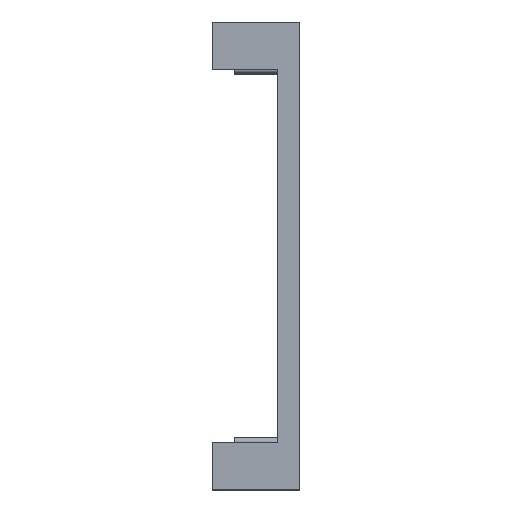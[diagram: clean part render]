
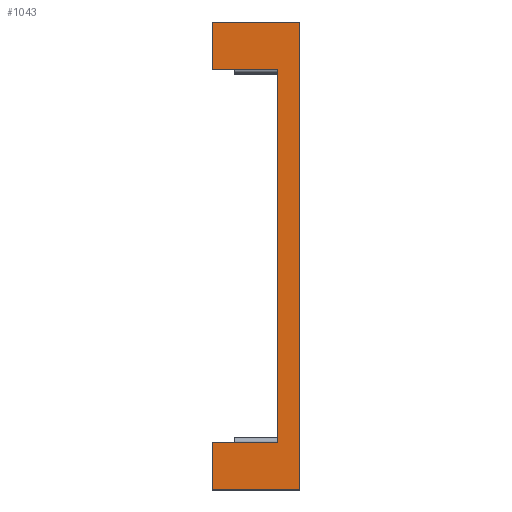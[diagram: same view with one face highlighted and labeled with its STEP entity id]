
A CAD part, top view. The second image highlights one B-rep face of the part: STEP entity #1043.
In plain terms, the highlighted planar face has unit normal (0, 0, 1).
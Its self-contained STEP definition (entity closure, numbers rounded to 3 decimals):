
#41=PLANE('',#1120);
#79=FACE_OUTER_BOUND('',#133,.T.);
#133=EDGE_LOOP('',(#770,#771,#772,#773,#774,#775,#776,#777));
#195=LINE('',#1514,#307);
#211=LINE('',#1550,#323);
#229=LINE('',#1597,#341);
#235=LINE('',#1609,#347);
#236=LINE('',#1611,#348);
#237=LINE('',#1613,#349);
#238=LINE('',#1615,#350);
#239=LINE('',#1616,#351);
#307=VECTOR('',#1209,10.);
#323=VECTOR('',#1237,10.);
#341=VECTOR('',#1277,10.);
#347=VECTOR('',#1287,10.);
#348=VECTOR('',#1288,10.);
#349=VECTOR('',#1289,10.);
#350=VECTOR('',#1290,10.);
#351=VECTOR('',#1291,10.);
#459=VERTEX_POINT('',#1510);
#461=VERTEX_POINT('',#1513);
#472=VERTEX_POINT('',#1542);
#475=VERTEX_POINT('',#1548);
#493=VERTEX_POINT('',#1595);
#498=VERTEX_POINT('',#1610);
#499=VERTEX_POINT('',#1612);
#500=VERTEX_POINT('',#1614);
#561=EDGE_CURVE('',#461,#459,#195,.T.);
#579=EDGE_CURVE('',#472,#475,#211,.T.);
#602=EDGE_CURVE('',#493,#459,#229,.T.);
#608=EDGE_CURVE('',#475,#461,#235,.T.);
#609=EDGE_CURVE('',#493,#498,#236,.T.);
#610=EDGE_CURVE('',#499,#498,#237,.T.);
#611=EDGE_CURVE('',#500,#499,#238,.T.);
#612=EDGE_CURVE('',#472,#500,#239,.T.);
#770=ORIENTED_EDGE('',*,*,#608,.T.);
#771=ORIENTED_EDGE('',*,*,#561,.T.);
#772=ORIENTED_EDGE('',*,*,#602,.F.);
#773=ORIENTED_EDGE('',*,*,#609,.T.);
#774=ORIENTED_EDGE('',*,*,#610,.F.);
#775=ORIENTED_EDGE('',*,*,#611,.F.);
#776=ORIENTED_EDGE('',*,*,#612,.F.);
#777=ORIENTED_EDGE('',*,*,#579,.T.);
#1043=ADVANCED_FACE('',(#79),#41,.T.);
#1120=AXIS2_PLACEMENT_3D('',#1608,#1285,#1286);
#1209=DIRECTION('',(-1.,0.,0.));
#1237=DIRECTION('',(1.,0.,0.));
#1277=DIRECTION('',(0.,1.,0.));
#1285=DIRECTION('center_axis',(0.,0.,1.));
#1286=DIRECTION('ref_axis',(0.,1.,0.));
#1287=DIRECTION('',(0.,-1.,0.));
#1288=DIRECTION('',(1.,0.,0.));
#1289=DIRECTION('',(0.,-1.,0.));
#1290=DIRECTION('',(1.,0.,0.));
#1291=DIRECTION('',(0.,1.,0.));
#1510=CARTESIAN_POINT('',(40.,-42.5,60.106));
#1513=CARTESIAN_POINT('',(55.,-42.5,60.106));
#1514=CARTESIAN_POINT('',(45.,-42.5,60.106));
#1542=CARTESIAN_POINT('',(40.,42.5,60.106));
#1548=CARTESIAN_POINT('',(55.,42.5,60.106));
#1550=CARTESIAN_POINT('',(45.,42.5,60.106));
#1595=CARTESIAN_POINT('',(40.,-53.215,60.106));
#1597=CARTESIAN_POINT('',(40.,-38.215,60.106));
#1608=CARTESIAN_POINT('Origin',(50.,-53.215,60.106));
#1609=CARTESIAN_POINT('',(55.,-46.787,60.106));
#1610=CARTESIAN_POINT('',(60.,-53.215,60.106));
#1611=CARTESIAN_POINT('',(50.,-53.215,60.106));
#1612=CARTESIAN_POINT('',(60.,53.215,60.106));
#1613=CARTESIAN_POINT('',(60.,-53.215,60.106));
#1614=CARTESIAN_POINT('',(40.,53.215,60.106));
#1615=CARTESIAN_POINT('',(50.,53.215,60.106));
#1616=CARTESIAN_POINT('',(40.,38.215,60.106));
